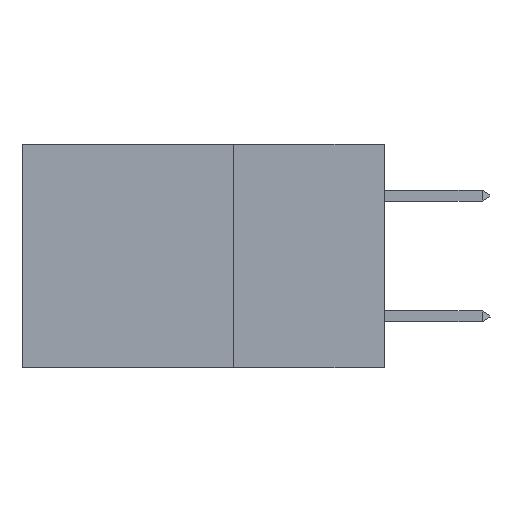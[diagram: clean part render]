
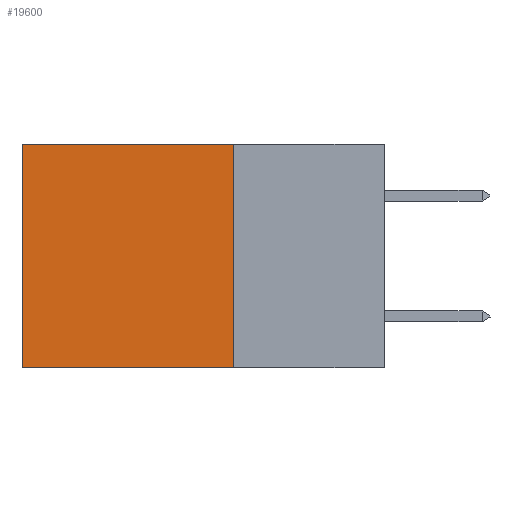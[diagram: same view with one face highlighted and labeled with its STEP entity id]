
A CAD part, left-side view. The second image highlights one B-rep face of the part: STEP entity #19600.
In plain terms, the highlighted planar face has unit normal (-1, 0, 0).
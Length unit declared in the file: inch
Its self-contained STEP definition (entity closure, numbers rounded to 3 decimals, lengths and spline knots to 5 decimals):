
#1494 = CARTESIAN_POINT ( 'NONE',  ( 0.2875, 0.6, 0. ) ) ;
#1869 = LINE ( 'NONE', #35764, #34473 ) ;
#6685 = VECTOR ( 'NONE', #34561, 39.37008 ) ;
#8245 = DIRECTION ( 'NONE',  ( 1., 0., 0. ) ) ;
#9023 = DIRECTION ( 'NONE',  ( 0., 0., -1. ) ) ;
#10142 = EDGE_LOOP ( 'NONE', ( #34596, #41197, #40818, #16840 ) ) ;
#12383 = AXIS2_PLACEMENT_3D ( 'NONE', #24544, #8245, #31050 ) ;
#13449 = VERTEX_POINT ( 'NONE', #1494 ) ;
#15631 = CARTESIAN_POINT ( 'NONE',  ( 0.2875, 0.25, 0. ) ) ;
#16840 = ORIENTED_EDGE ( 'NONE', *, *, #40596, .T. ) ;
#19286 = CARTESIAN_POINT ( 'NONE',  ( 0.2875, 0.6, -0.37 ) ) ;
#19600 = ADVANCED_FACE ( 'NONE', ( #38126 ), #34143, .F. ) ;
#19616 = DIRECTION ( 'NONE',  ( 0., 1., 0. ) ) ;
#24381 = VERTEX_POINT ( 'NONE', #27502 ) ;
#24544 = CARTESIAN_POINT ( 'NONE',  ( 0.2875, 0.25, 0. ) ) ;
#25426 = VECTOR ( 'NONE', #41093, 39.37008 ) ;
#26245 = VERTEX_POINT ( 'NONE', #19286 ) ;
#27502 = CARTESIAN_POINT ( 'NONE',  ( 0.2875, 0.25, 0. ) ) ;
#28427 = VECTOR ( 'NONE', #9023, 39.37008 ) ;
#29939 = VERTEX_POINT ( 'NONE', #34628 ) ;
#31050 = DIRECTION ( 'NONE',  ( 0., 0., -1. ) ) ;
#33991 = LINE ( 'NONE', #37884, #25426 ) ;
#34143 = PLANE ( 'NONE',  #12383 ) ;
#34201 = EDGE_CURVE ( 'NONE', #29939, #26245, #41180, .T. ) ;
#34425 = CARTESIAN_POINT ( 'NONE',  ( 0.2875, 0.25, -0.37 ) ) ;
#34473 = VECTOR ( 'NONE', #19616, 39.37008 ) ;
#34561 = DIRECTION ( 'NONE',  ( 0., 1., 0. ) ) ;
#34596 = ORIENTED_EDGE ( 'NONE', *, *, #40376, .T. ) ;
#34628 = CARTESIAN_POINT ( 'NONE',  ( 0.2875, 0.25, -0.37 ) ) ;
#35764 = CARTESIAN_POINT ( 'NONE',  ( 0.2875, 0.25, 0. ) ) ;
#35969 = LINE ( 'NONE', #15631, #28427 ) ;
#36581 = EDGE_CURVE ( 'NONE', #24381, #29939, #35969, .T. ) ;
#37884 = CARTESIAN_POINT ( 'NONE',  ( 0.2875, 0.6, 0. ) ) ;
#38126 = FACE_OUTER_BOUND ( 'NONE', #10142, .T. ) ;
#40376 = EDGE_CURVE ( 'NONE', #13449, #26245, #33991, .T. ) ;
#40596 = EDGE_CURVE ( 'NONE', #24381, #13449, #1869, .T. ) ;
#40818 = ORIENTED_EDGE ( 'NONE', *, *, #36581, .F. ) ;
#41093 = DIRECTION ( 'NONE',  ( 0., 0., -1. ) ) ;
#41180 = LINE ( 'NONE', #34425, #6685 ) ;
#41197 = ORIENTED_EDGE ( 'NONE', *, *, #34201, .F. ) ;
